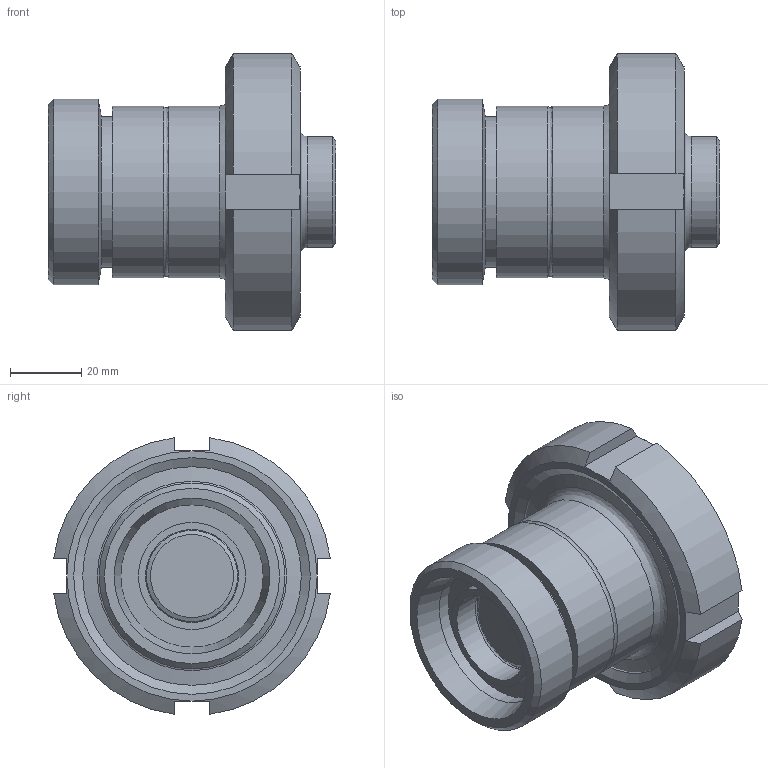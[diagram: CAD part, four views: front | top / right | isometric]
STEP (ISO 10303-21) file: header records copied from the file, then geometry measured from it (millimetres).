
FILE_DESCRIPTION((''),'2;1');
FILE_NAME('65000025X300.stp','2010-09-09T08:33:02',('Creator'),(''),'Autodesk Inventor 2010','Autodesk Inventor 2010','');
FILE_SCHEMA(('AUTOMOTIVE_DESIGN { 1 0 10303 214 1 1 1 1 }'));
Length unit declared in the file: millimetre
Products named in the file (1): 65000025X300
Bounding box: 80.5 x 77.36 x 77.36 mm (x, y, z)
Surface area: 62308.7 mm2 (no closed solid volume)
Topology: 0 solids, 7 shells, 116 faces, 232 edges, 141 vertices
Faces by surface type: cylinder 43, plane 37, cone 28, bspline 5, torus 3
Full cylindrical faces by diameter (mm): 10 x2, 17 x2, 26 x2, 30 x1, 31 x1, 32.5 x1, 37 x1, 38.5 x1, 39.8 x1, 40.5 x1, 42 x3, 42.3 x1, 48 x3, 49 x1, 51.8 x1, 52 x2, 61.19 x1, 65 x1, 65.4 x1
Entity records: 8311 total; most frequent: CARTESIAN_POINT 6066, DIRECTION 482, ORIENTED_EDGE 356, AXIS2_PLACEMENT_3D 227, EDGE_LOOP 197, EDGE_CURVE 178, VERTEX_POINT 141, FACE_OUTER_BOUND 116
